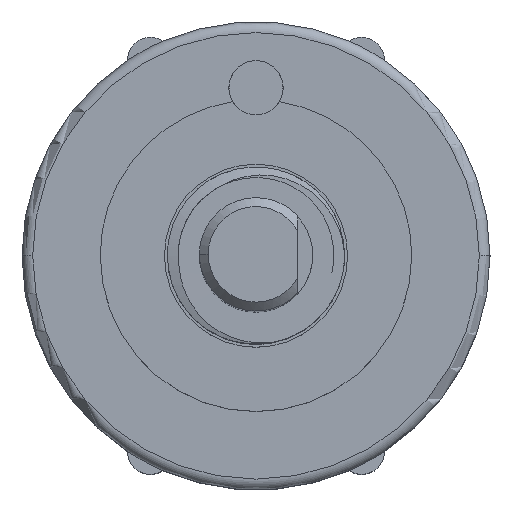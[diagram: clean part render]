
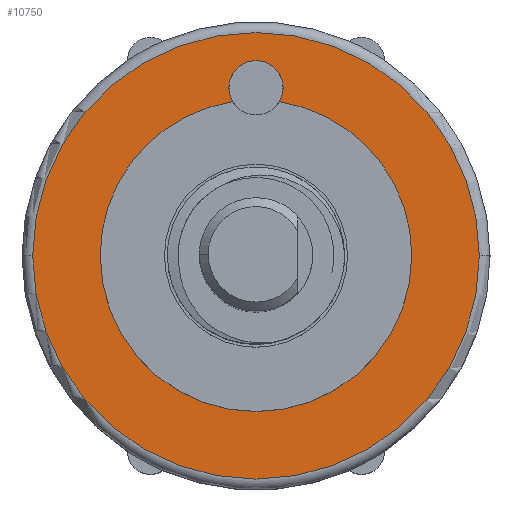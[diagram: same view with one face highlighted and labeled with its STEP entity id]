
A CAD part, top view. The second image highlights one B-rep face of the part: STEP entity #10750.
In plain terms, the highlighted planar face has unit normal (0, 0, 1).
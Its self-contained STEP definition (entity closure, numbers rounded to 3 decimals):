
#741 = CARTESIAN_POINT ( 'NONE',  ( 0., 0., 18.799 ) ) ;
#862 = DIRECTION ( 'NONE',  ( 1., 0., 0. ) ) ;
#1684 = DIRECTION ( 'NONE',  ( 0., 0., 1. ) ) ;
#1692 = EDGE_CURVE ( 'NONE', #6047, #3752, #5826, .T. ) ;
#1702 = AXIS2_PLACEMENT_3D ( 'NONE', #9795, #2202, #8140 ) ;
#1749 = ORIENTED_EDGE ( 'NONE', *, *, #8826, .T. ) ;
#2096 = ORIENTED_EDGE ( 'NONE', *, *, #9989, .F. ) ;
#2202 = DIRECTION ( 'NONE',  ( 0., 0., -1. ) ) ;
#2333 = VERTEX_POINT ( 'NONE', #8414 ) ;
#2355 = DIRECTION ( 'NONE',  ( 1., 0., 0. ) ) ;
#2405 = DIRECTION ( 'NONE',  ( 0., 0., 1. ) ) ;
#2479 = AXIS2_PLACEMENT_3D ( 'NONE', #8325, #8380, #6682 ) ;
#2487 = DIRECTION ( 'NONE',  ( 0., 1., 0. ) ) ;
#2590 = DIRECTION ( 'NONE',  ( 1., 0., 0. ) ) ;
#2603 = ORIENTED_EDGE ( 'NONE', *, *, #3047, .F. ) ;
#2653 = CARTESIAN_POINT ( 'NONE',  ( -8.719, 0., 18.799 ) ) ;
#2916 = CARTESIAN_POINT ( 'NONE',  ( -12.5, 0., 18.799 ) ) ;
#3047 = EDGE_CURVE ( 'NONE', #4307, #7474, #9183, .T. ) ;
#3162 = DIRECTION ( 'NONE',  ( 0., 0., -1. ) ) ;
#3171 = AXIS2_PLACEMENT_3D ( 'NONE', #5882, #1684, #862 ) ;
#3240 = DIRECTION ( 'NONE',  ( 1., 0., 0. ) ) ;
#3432 = CARTESIAN_POINT ( 'NONE',  ( 0., 0., 18.799 ) ) ;
#3539 = EDGE_LOOP ( 'NONE', ( #10345, #10190 ) ) ;
#3740 = EDGE_LOOP ( 'NONE', ( #6471, #1749, #9260, #2096, #2603 ) ) ;
#3752 = VERTEX_POINT ( 'NONE', #4984 ) ;
#4031 = AXIS2_PLACEMENT_3D ( 'NONE', #741, #8395, #3240 ) ;
#4032 = AXIS2_PLACEMENT_3D ( 'NONE', #9036, #5582, #4802 ) ;
#4307 = VERTEX_POINT ( 'NONE', #10233 ) ;
#4755 = FACE_OUTER_BOUND ( 'NONE', #3539, .T. ) ;
#4765 = VERTEX_POINT ( 'NONE', #2916 ) ;
#4802 = DIRECTION ( 'NONE',  ( 1., 0., 0. ) ) ;
#4901 = CIRCLE ( 'NONE', #3171, 12.5 ) ;
#4984 = CARTESIAN_POINT ( 'NONE',  ( 1.298, 8.622, 18.799 ) ) ;
#5466 = FACE_BOUND ( 'NONE', #3740, .T. ) ;
#5582 = DIRECTION ( 'NONE',  ( 0., 0., 1. ) ) ;
#5826 = CIRCLE ( 'NONE', #10073, 8.719 ) ;
#5882 = CARTESIAN_POINT ( 'NONE',  ( 0., 0., 18.799 ) ) ;
#6047 = VERTEX_POINT ( 'NONE', #9271 ) ;
#6094 = EDGE_CURVE ( 'NONE', #8297, #4765, #4901, .T. ) ;
#6364 = PLANE ( 'NONE',  #4032 ) ;
#6471 = ORIENTED_EDGE ( 'NONE', *, *, #7776, .T. ) ;
#6676 = CIRCLE ( 'NONE', #4031, 12.5 ) ;
#6682 = DIRECTION ( 'NONE',  ( 1., 0., 0. ) ) ;
#7474 = VERTEX_POINT ( 'NONE', #2653 ) ;
#7776 = EDGE_CURVE ( 'NONE', #4307, #2333, #9959, .T. ) ;
#7877 = CARTESIAN_POINT ( 'NONE',  ( 12.5, 0., 18.799 ) ) ;
#7929 = CIRCLE ( 'NONE', #10931, 8.719 ) ;
#8140 = DIRECTION ( 'NONE',  ( 0., 1., 0. ) ) ;
#8297 = VERTEX_POINT ( 'NONE', #7877 ) ;
#8325 = CARTESIAN_POINT ( 'NONE',  ( 0., 0., 18.799 ) ) ;
#8380 = DIRECTION ( 'NONE',  ( 0., 0., 1. ) ) ;
#8395 = DIRECTION ( 'NONE',  ( 0., 0., 1. ) ) ;
#8404 = CARTESIAN_POINT ( 'NONE',  ( 0., 0., 18.799 ) ) ;
#8414 = CARTESIAN_POINT ( 'NONE',  ( 0., 10.922, 18.799 ) ) ;
#8735 = AXIS2_PLACEMENT_3D ( 'NONE', #10883, #3162, #2487 ) ;
#8826 = EDGE_CURVE ( 'NONE', #2333, #3752, #9668, .T. ) ;
#9036 = CARTESIAN_POINT ( 'NONE',  ( 8.719, 0., 18.799 ) ) ;
#9183 = CIRCLE ( 'NONE', #2479, 8.719 ) ;
#9260 = ORIENTED_EDGE ( 'NONE', *, *, #1692, .F. ) ;
#9271 = CARTESIAN_POINT ( 'NONE',  ( 8.719, 0., 18.799 ) ) ;
#9422 = EDGE_CURVE ( 'NONE', #4765, #8297, #6676, .T. ) ;
#9668 = CIRCLE ( 'NONE', #1702, 1.517 ) ;
#9795 = CARTESIAN_POINT ( 'NONE',  ( 0., 9.406, 18.799 ) ) ;
#9959 = CIRCLE ( 'NONE', #8735, 1.517 ) ;
#9989 = EDGE_CURVE ( 'NONE', #7474, #6047, #7929, .T. ) ;
#10073 = AXIS2_PLACEMENT_3D ( 'NONE', #8404, #2405, #2355 ) ;
#10167 = DIRECTION ( 'NONE',  ( 0., 0., 1. ) ) ;
#10190 = ORIENTED_EDGE ( 'NONE', *, *, #9422, .T. ) ;
#10233 = CARTESIAN_POINT ( 'NONE',  ( -1.298, 8.622, 18.799 ) ) ;
#10345 = ORIENTED_EDGE ( 'NONE', *, *, #6094, .T. ) ;
#10750 = ADVANCED_FACE ( 'NONE', ( #4755, #5466 ), #6364, .T. ) ;
#10883 = CARTESIAN_POINT ( 'NONE',  ( 0., 9.406, 18.799 ) ) ;
#10931 = AXIS2_PLACEMENT_3D ( 'NONE', #3432, #10167, #2590 ) ;
